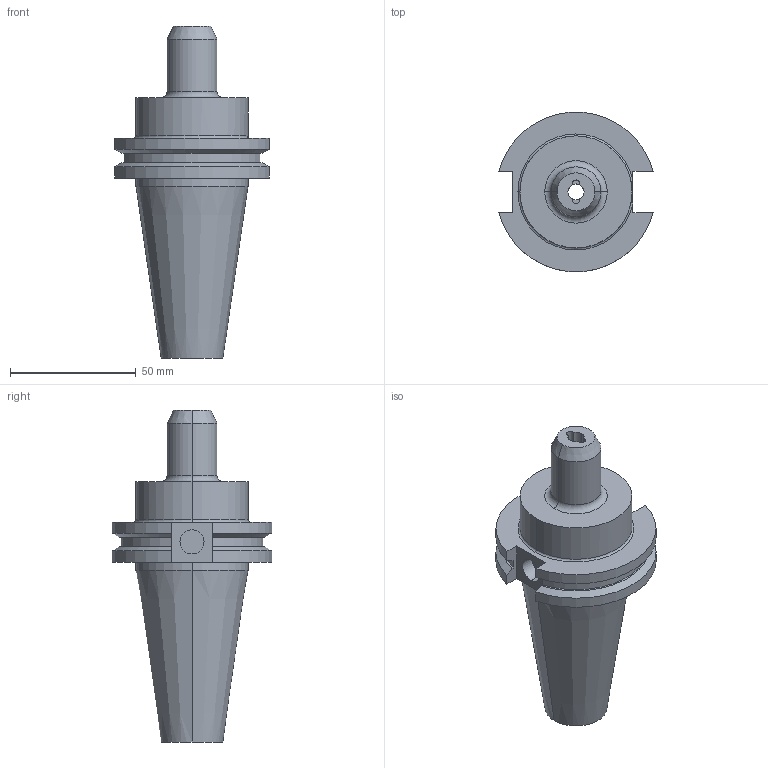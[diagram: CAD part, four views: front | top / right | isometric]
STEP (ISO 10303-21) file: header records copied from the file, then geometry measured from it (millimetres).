
FILE_DESCRIPTION (( 'STEP AP203' ), '1' );
FILE_NAME ('STP-22911-2.5-AD+B-2.STEP', '2020-06-02T06:44:59', ( '' ), ( '' ), 'SwSTEP 2.0', 'SolidWorks 2017', '' );
FILE_SCHEMA (( 'CONFIG_CONTROL_DESIGN' ));
Length unit declared in the file: millimetre
Products named in the file (1): STP-22911-2.5-AD+B-2
Bounding box: 61.35 x 63.26 x 131.75 mm (x, y, z)
Volume: 136129.4 mm3; surface area: 24557.4 mm2
Topology: 1 solids, 1 shells, 63 faces, 155 edges, 99 vertices
Faces by surface type: cylinder 28, plane 20, cone 10, torus 4, bspline 1
Entity records: 2014 total; most frequent: CARTESIAN_POINT 393, DIRECTION 348, ORIENTED_EDGE 310, EDGE_CURVE 155, AXIS2_PLACEMENT_3D 140, VERTEX_POINT 99, CIRCLE 77, EDGE_LOOP 70
